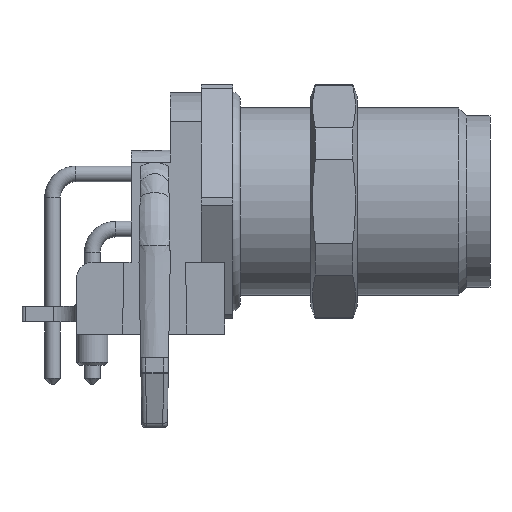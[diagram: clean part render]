
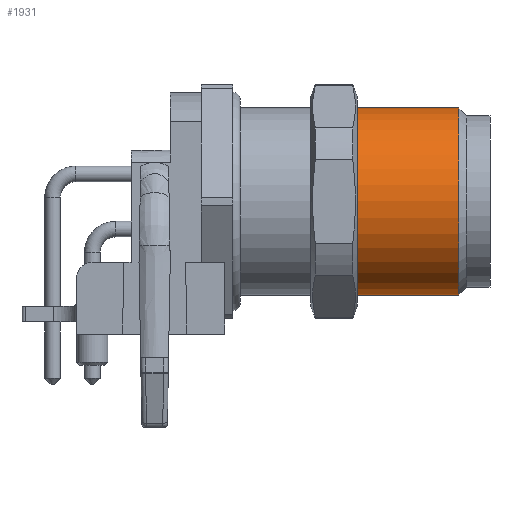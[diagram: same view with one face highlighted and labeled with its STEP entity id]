
A CAD part, left-side view. The second image highlights one B-rep face of the part: STEP entity #1931.
In plain terms, the highlighted cylindrical face has radius 6 mm (diameter 12 mm), a full revolution.
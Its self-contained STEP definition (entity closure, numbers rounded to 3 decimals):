
#1931=ADVANCED_FACE('',(#2294,#2295),#2197,.T.);
#2197=CYLINDRICAL_SURFACE('',#6319,6.);
#2294=FACE_BOUND('',#2517,.T.);
#2295=FACE_BOUND('',#2518,.T.);
#2517=EDGE_LOOP('',(#3394));
#2518=EDGE_LOOP('',(#3395));
#3394=ORIENTED_EDGE('',*,*,#5435,.T.);
#3395=ORIENTED_EDGE('',*,*,#5436,.F.);
#4755=VERTEX_POINT('',#9454);
#4756=VERTEX_POINT('',#9456);
#5435=EDGE_CURVE('',#4755,#4755,#6057,.T.);
#5436=EDGE_CURVE('',#4756,#4756,#6058,.T.);
#6057=CIRCLE('',#6317,6.);
#6058=CIRCLE('',#6318,6.);
#6317=AXIS2_PLACEMENT_3D('',#9453,#7166,#7167);
#6318=AXIS2_PLACEMENT_3D('',#9455,#7168,#7169);
#6319=AXIS2_PLACEMENT_3D('',#9457,#7170,#7171);
#7166=DIRECTION('',(0.,-1.,0.));
#7167=DIRECTION('',(0.,0.,-1.));
#7168=DIRECTION('',(0.,-1.,0.));
#7169=DIRECTION('',(1.,0.,0.));
#7170=DIRECTION('',(0.,-1.,0.));
#7171=DIRECTION('',(1.,0.,0.));
#9453=CARTESIAN_POINT('',(0.,-10.,0.));
#9454=CARTESIAN_POINT('',(0.,-10.,-6.));
#9455=CARTESIAN_POINT('',(0.,-16.5,0.));
#9456=CARTESIAN_POINT('',(6.,-16.5,0.));
#9457=CARTESIAN_POINT('',(0.,-18.5,0.));
